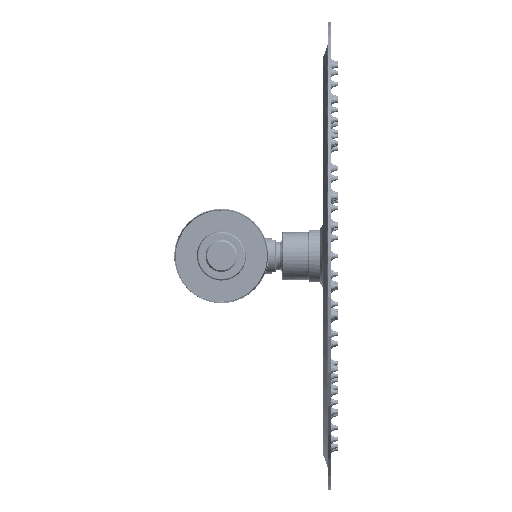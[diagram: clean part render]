
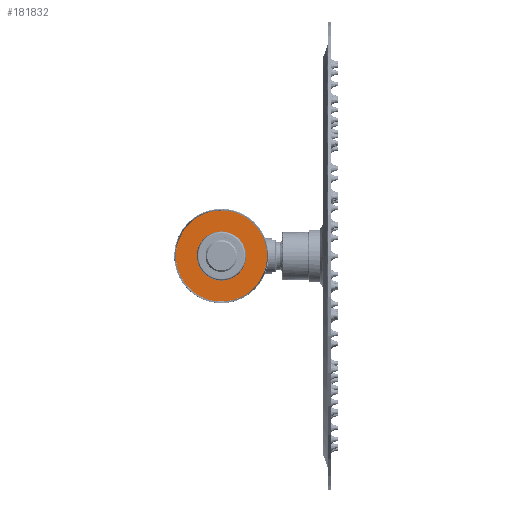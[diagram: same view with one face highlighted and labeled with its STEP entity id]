
A CAD part, left-side view. The second image highlights one B-rep face of the part: STEP entity #181832.
In plain terms, the highlighted face is planar.
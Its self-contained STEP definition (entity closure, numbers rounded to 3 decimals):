
#4616 = EDGE_CURVE ( 'NONE', #61701, #71114, #102809, .T. ) ;
#5714 = DIRECTION ( 'NONE',  ( 0., 0., -1. ) ) ;
#20197 = PLANE ( 'NONE',  #186247 ) ;
#21778 = VERTEX_POINT ( 'NONE', #103007 ) ;
#33719 = ORIENTED_EDGE ( 'NONE', *, *, #62582, .T. ) ;
#34661 = FACE_OUTER_BOUND ( 'NONE', #157195, .T. ) ;
#42306 = VERTEX_POINT ( 'NONE', #83274 ) ;
#47115 = DIRECTION ( 'NONE',  ( 0., -1., 0. ) ) ;
#49483 = CARTESIAN_POINT ( 'NONE',  ( 0., 0.4, 12.633 ) ) ;
#54045 = AXIS2_PLACEMENT_3D ( 'NONE', #127267, #115641, #69425 ) ;
#61701 = VERTEX_POINT ( 'NONE', #162226 ) ;
#62550 = AXIS2_PLACEMENT_3D ( 'NONE', #179089, #47115, #82587 ) ;
#62582 = EDGE_CURVE ( 'NONE', #71114, #61701, #173252, .T. ) ;
#69194 = ORIENTED_EDGE ( 'NONE', *, *, #188919, .T. ) ;
#69425 = DIRECTION ( 'NONE',  ( 0., 0., -1. ) ) ;
#71114 = VERTEX_POINT ( 'NONE', #49483 ) ;
#78906 = CARTESIAN_POINT ( 'NONE',  ( -12.633, 0.4, 0. ) ) ;
#82587 = DIRECTION ( 'NONE',  ( 0., 0., -1. ) ) ;
#83274 = CARTESIAN_POINT ( 'NONE',  ( 0., 0.4, -29.223 ) ) ;
#83829 = CIRCLE ( 'NONE', #108468, 29.223 ) ;
#95301 = AXIS2_PLACEMENT_3D ( 'NONE', #169740, #160724, #126349 ) ;
#97054 = EDGE_CURVE ( 'NONE', #42306, #21778, #83829, .T. ) ;
#102809 = CIRCLE ( 'NONE', #54045, 12.633 ) ;
#103007 = CARTESIAN_POINT ( 'NONE',  ( 0., 0.4, 29.223 ) ) ;
#104990 = ORIENTED_EDGE ( 'NONE', *, *, #4616, .T. ) ;
#108468 = AXIS2_PLACEMENT_3D ( 'NONE', #119666, #150521, #136085 ) ;
#115196 = EDGE_LOOP ( 'NONE', ( #33719, #104990 ) ) ;
#115641 = DIRECTION ( 'NONE',  ( 0., -1., 0. ) ) ;
#119666 = CARTESIAN_POINT ( 'NONE',  ( 0., 0.4, 0. ) ) ;
#126349 = DIRECTION ( 'NONE',  ( 0., 0., -1. ) ) ;
#127267 = CARTESIAN_POINT ( 'NONE',  ( 0., 0.4, 0. ) ) ;
#136085 = DIRECTION ( 'NONE',  ( 0., 0., -1. ) ) ;
#137740 = DIRECTION ( 'NONE',  ( 0., -1., 0. ) ) ;
#150521 = DIRECTION ( 'NONE',  ( 0., 1., 0. ) ) ;
#152177 = FACE_BOUND ( 'NONE', #115196, .T. ) ;
#155717 = ORIENTED_EDGE ( 'NONE', *, *, #97054, .T. ) ;
#156805 = CIRCLE ( 'NONE', #95301, 29.223 ) ;
#157195 = EDGE_LOOP ( 'NONE', ( #155717, #69194 ) ) ;
#160724 = DIRECTION ( 'NONE',  ( 0., 1., 0. ) ) ;
#162226 = CARTESIAN_POINT ( 'NONE',  ( 0., 0.4, -12.633 ) ) ;
#169740 = CARTESIAN_POINT ( 'NONE',  ( 0., 0.4, 0. ) ) ;
#173252 = CIRCLE ( 'NONE', #62550, 12.633 ) ;
#179089 = CARTESIAN_POINT ( 'NONE',  ( 0., 0.4, 0. ) ) ;
#181832 = ADVANCED_FACE ( 'NONE', ( #34661, #152177 ), #20197, .F. ) ;
#186247 = AXIS2_PLACEMENT_3D ( 'NONE', #78906, #137740, #5714 ) ;
#188919 = EDGE_CURVE ( 'NONE', #21778, #42306, #156805, .T. ) ;
